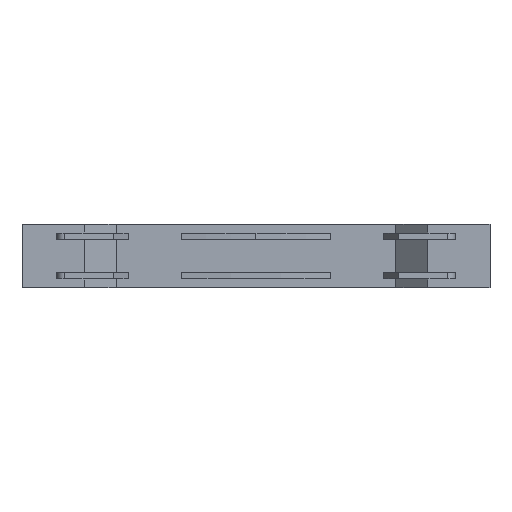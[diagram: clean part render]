
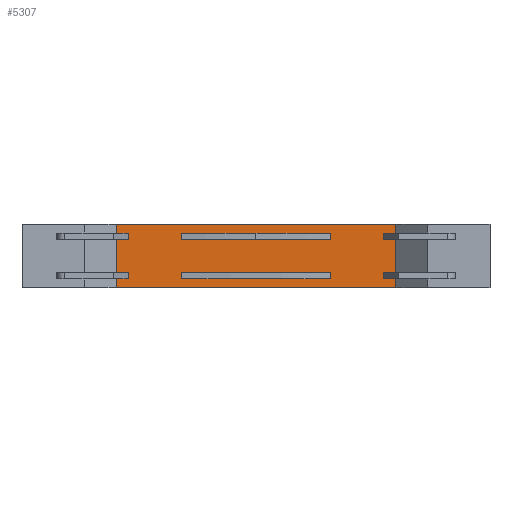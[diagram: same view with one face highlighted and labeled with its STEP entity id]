
A CAD part, front view. The second image highlights one B-rep face of the part: STEP entity #5307.
In plain terms, the highlighted planar face has unit normal (0, -1, 0).
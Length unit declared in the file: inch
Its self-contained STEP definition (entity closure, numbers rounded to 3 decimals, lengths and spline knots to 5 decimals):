
#433 = VERTEX_POINT ( 'NONE', #11609 ) ;
#769 = DIRECTION ( 'NONE',  ( 0., 0., 1. ) ) ;
#1310 = VERTEX_POINT ( 'NONE', #2768 ) ;
#1357 = FACE_BOUND ( 'NONE', #17312, .T. ) ;
#1376 = VERTEX_POINT ( 'NONE', #15793 ) ;
#1532 = VECTOR ( 'NONE', #12906, 39.37008 ) ;
#1545 = VECTOR ( 'NONE', #13575, 39.37008 ) ;
#1754 = VECTOR ( 'NONE', #17127, 39.37008 ) ;
#1870 = CARTESIAN_POINT ( 'NONE',  ( 0., 0., 0.07579 ) ) ;
#1919 = CARTESIAN_POINT ( 'NONE',  ( -0.68898, 0., 0. ) ) ;
#2102 = CARTESIAN_POINT ( 'NONE',  ( 0.36576, 0., 0.07579 ) ) ;
#2211 = ORIENTED_EDGE ( 'NONE', *, *, #2617, .F. ) ;
#2358 = LINE ( 'NONE', #9305, #8834 ) ;
#2412 = LINE ( 'NONE', #11547, #9825 ) ;
#2617 = EDGE_CURVE ( 'NONE', #11333, #19262, #6755, .T. ) ;
#2656 = VERTEX_POINT ( 'NONE', #8837 ) ;
#2768 = CARTESIAN_POINT ( 'NONE',  ( 0.36576, 0., 0.04429 ) ) ;
#2975 = CARTESIAN_POINT ( 'NONE',  ( 0., 0., 0.04429 ) ) ;
#3184 = EDGE_CURVE ( 'NONE', #9493, #20275, #7210, .T. ) ;
#3228 = CARTESIAN_POINT ( 'NONE',  ( -0.36576, 0., 0.07579 ) ) ;
#3483 = DIRECTION ( 'NONE',  ( 0., 0., 1. ) ) ;
#3535 = PLANE ( 'NONE',  #7432 ) ;
#4041 = ORIENTED_EDGE ( 'NONE', *, *, #7202, .F. ) ;
#4212 = CARTESIAN_POINT ( 'NONE',  ( -0.68898, 0., 0.15748 ) ) ;
#4586 = FACE_BOUND ( 'NONE', #19057, .T. ) ;
#4911 = ORIENTED_EDGE ( 'NONE', *, *, #18533, .F. ) ;
#5096 = VERTEX_POINT ( 'NONE', #16505 ) ;
#5307 = ADVANCED_FACE ( 'NONE', ( #1357, #4586, #12450 ), #3535, .F. ) ;
#5386 = LINE ( 'NONE', #2975, #7138 ) ;
#5493 = CARTESIAN_POINT ( 'NONE',  ( 0., 0., 0. ) ) ;
#5803 = LINE ( 'NONE', #4212, #1545 ) ;
#5837 = VERTEX_POINT ( 'NONE', #17730 ) ;
#6027 = LINE ( 'NONE', #7548, #1754 ) ;
#6033 = EDGE_CURVE ( 'NONE', #5096, #9493, #2358, .T. ) ;
#6530 = LINE ( 'NONE', #15821, #17098 ) ;
#6556 = LINE ( 'NONE', #6813, #17604 ) ;
#6581 = ORIENTED_EDGE ( 'NONE', *, *, #17052, .T. ) ;
#6755 = LINE ( 'NONE', #1870, #1532 ) ;
#6813 = CARTESIAN_POINT ( 'NONE',  ( 0., 0., 0.23917 ) ) ;
#7023 = CARTESIAN_POINT ( 'NONE',  ( -0.36576, 0., 0.07579 ) ) ;
#7138 = VECTOR ( 'NONE', #9377, 39.37008 ) ;
#7202 = EDGE_CURVE ( 'NONE', #5837, #5096, #6556, .T. ) ;
#7210 = LINE ( 'NONE', #8067, #10399 ) ;
#7432 = AXIS2_PLACEMENT_3D ( 'NONE', #10929, #19233, #14501 ) ;
#7548 = CARTESIAN_POINT ( 'NONE',  ( 0.36576, 0., 0.07579 ) ) ;
#7745 = LINE ( 'NONE', #5493, #10679 ) ;
#7867 = DIRECTION ( 'NONE',  ( 0., 0., -1. ) ) ;
#7977 = LINE ( 'NONE', #7023, #8466 ) ;
#8067 = CARTESIAN_POINT ( 'NONE',  ( 0., 0., 0.27067 ) ) ;
#8466 = VECTOR ( 'NONE', #17947, 39.37008 ) ;
#8628 = ORIENTED_EDGE ( 'NONE', *, *, #3184, .F. ) ;
#8816 = EDGE_CURVE ( 'NONE', #1310, #11333, #6027, .T. ) ;
#8834 = VECTOR ( 'NONE', #769, 39.37008 ) ;
#8837 = CARTESIAN_POINT ( 'NONE',  ( -0.68898, 0., 0.31496 ) ) ;
#9305 = CARTESIAN_POINT ( 'NONE',  ( 0.36576, 0., 0.23917 ) ) ;
#9322 = CARTESIAN_POINT ( 'NONE',  ( 0.68898, 0., 0.31496 ) ) ;
#9377 = DIRECTION ( 'NONE',  ( 1., 0., 0. ) ) ;
#9493 = VERTEX_POINT ( 'NONE', #17909 ) ;
#9619 = ORIENTED_EDGE ( 'NONE', *, *, #19830, .F. ) ;
#9825 = VECTOR ( 'NONE', #17726, 39.37008 ) ;
#10271 = ORIENTED_EDGE ( 'NONE', *, *, #6033, .F. ) ;
#10399 = VECTOR ( 'NONE', #16134, 39.37008 ) ;
#10679 = VECTOR ( 'NONE', #16622, 39.37008 ) ;
#10929 = CARTESIAN_POINT ( 'NONE',  ( 0., 0., 0.15748 ) ) ;
#11333 = VERTEX_POINT ( 'NONE', #2102 ) ;
#11508 = EDGE_LOOP ( 'NONE', ( #12267, #19029, #16423, #6581 ) ) ;
#11547 = CARTESIAN_POINT ( 'NONE',  ( 0., 0., 0.31496 ) ) ;
#11609 = CARTESIAN_POINT ( 'NONE',  ( 0.68898, 0., 0. ) ) ;
#12267 = ORIENTED_EDGE ( 'NONE', *, *, #15998, .F. ) ;
#12450 = FACE_OUTER_BOUND ( 'NONE', #11508, .T. ) ;
#12906 = DIRECTION ( 'NONE',  ( -1., 0., 0. ) ) ;
#13575 = DIRECTION ( 'NONE',  ( 0., 0., 1. ) ) ;
#14042 = CARTESIAN_POINT ( 'NONE',  ( -0.36576, 0., 0.23917 ) ) ;
#14501 = DIRECTION ( 'NONE',  ( -1., 0., 0. ) ) ;
#14917 = VERTEX_POINT ( 'NONE', #1919 ) ;
#14971 = EDGE_CURVE ( 'NONE', #14917, #433, #7745, .T. ) ;
#15793 = CARTESIAN_POINT ( 'NONE',  ( -0.36576, 0., 0.04429 ) ) ;
#15821 = CARTESIAN_POINT ( 'NONE',  ( 0.68898, 0., 0.15748 ) ) ;
#15949 = LINE ( 'NONE', #14042, #20362 ) ;
#15998 = EDGE_CURVE ( 'NONE', #2656, #19604, #2412, .T. ) ;
#16134 = DIRECTION ( 'NONE',  ( -1., 0., 0. ) ) ;
#16144 = DIRECTION ( 'NONE',  ( 1., 0., 0. ) ) ;
#16187 = CARTESIAN_POINT ( 'NONE',  ( -0.36576, 0., 0.27067 ) ) ;
#16423 = ORIENTED_EDGE ( 'NONE', *, *, #14971, .T. ) ;
#16505 = CARTESIAN_POINT ( 'NONE',  ( 0.36576, 0., 0.23917 ) ) ;
#16622 = DIRECTION ( 'NONE',  ( 1., 0., 0. ) ) ;
#17052 = EDGE_CURVE ( 'NONE', #433, #19604, #6530, .T. ) ;
#17098 = VECTOR ( 'NONE', #3483, 39.37008 ) ;
#17127 = DIRECTION ( 'NONE',  ( 0., 0., 1. ) ) ;
#17234 = EDGE_CURVE ( 'NONE', #14917, #2656, #5803, .T. ) ;
#17312 = EDGE_LOOP ( 'NONE', ( #10271, #4041, #17709, #8628 ) ) ;
#17604 = VECTOR ( 'NONE', #16144, 39.37008 ) ;
#17709 = ORIENTED_EDGE ( 'NONE', *, *, #18534, .F. ) ;
#17726 = DIRECTION ( 'NONE',  ( 1., 0., 0. ) ) ;
#17730 = CARTESIAN_POINT ( 'NONE',  ( -0.36576, 0., 0.23917 ) ) ;
#17909 = CARTESIAN_POINT ( 'NONE',  ( 0.36576, 0., 0.27067 ) ) ;
#17947 = DIRECTION ( 'NONE',  ( 0., 0., -1. ) ) ;
#18533 = EDGE_CURVE ( 'NONE', #1376, #1310, #5386, .T. ) ;
#18534 = EDGE_CURVE ( 'NONE', #20275, #5837, #15949, .T. ) ;
#18654 = ORIENTED_EDGE ( 'NONE', *, *, #8816, .F. ) ;
#19029 = ORIENTED_EDGE ( 'NONE', *, *, #17234, .F. ) ;
#19057 = EDGE_LOOP ( 'NONE', ( #9619, #2211, #18654, #4911 ) ) ;
#19233 = DIRECTION ( 'NONE',  ( 0., 1., 0. ) ) ;
#19262 = VERTEX_POINT ( 'NONE', #3228 ) ;
#19604 = VERTEX_POINT ( 'NONE', #9322 ) ;
#19830 = EDGE_CURVE ( 'NONE', #19262, #1376, #7977, .T. ) ;
#20275 = VERTEX_POINT ( 'NONE', #16187 ) ;
#20362 = VECTOR ( 'NONE', #7867, 39.37008 ) ;
